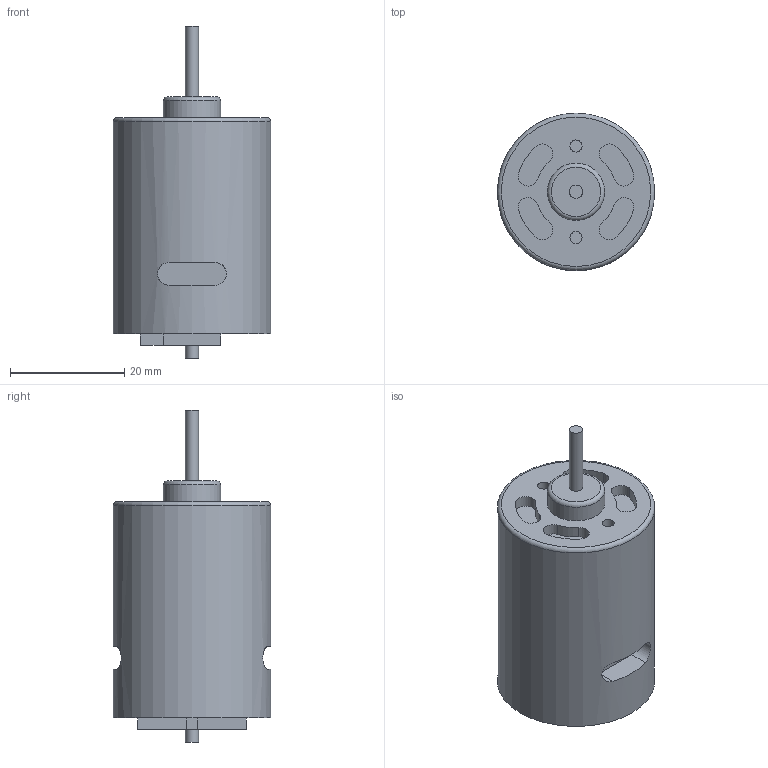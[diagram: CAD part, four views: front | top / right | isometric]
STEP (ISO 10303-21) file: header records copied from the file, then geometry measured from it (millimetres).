
FILE_DESCRIPTION(/* description */ ('Unknown'),/* implementation_level */ '2;1');
FILE_NAME(/* name */ 'Transmotec-CAD-L_5-DD',/* time_stamp */ '2023-09-01T14:57:37+02:00',/* author */ ('Unknown'),/* organization */ ('Unknown'),/* preprocessor_version */ 'ST-DEVELOPER v18.1',/* originating_system */ 'Solid Edge',/* authorisation */ 'Unknown');
FILE_SCHEMA (('AUTOMOTIVE_DESIGN {1 0 10303 214 3 1 1}'));
Length unit declared in the file: millimetre
Products named in the file (1): Transmotec-CAD-L_5-DD
Bounding box: 27.5 x 27.5 x 58 mm (x, y, z)
Volume: 22453.4 mm3; surface area: 5569.4 mm2
Topology: 1 solids, 1 shells, 72 faces, 159 edges, 103 vertices
Faces by surface type: plane 44, cylinder 26, torus 2
Full cylindrical faces by diameter (mm): 2.113 x2, 2.3 x2, 10 x1, 27.5 x1
Entity records: 2480 total; most frequent: CARTESIAN_POINT 349, DIRECTION 346, ORIENTED_EDGE 300, EDGE_CURVE 150, AXIS2_PLACEMENT_3D 127, VERTEX_POINT 102, EDGE_LOOP 94, FACE_BOUND 94
